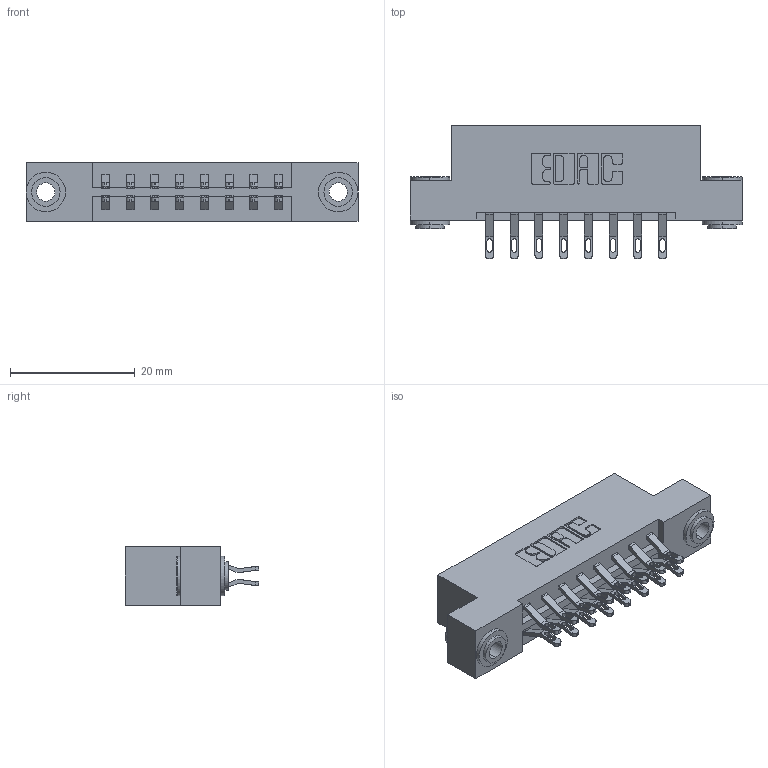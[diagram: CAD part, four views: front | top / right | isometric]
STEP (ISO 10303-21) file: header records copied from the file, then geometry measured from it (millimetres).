
FILE_DESCRIPTION (( 'STEP AP203' ), '1' );
FILE_NAME ('333-016-555-203.STEP', '2018-08-01T12:11:38', ( '' ), ( '' ), 'SwSTEP 2.0', 'SolidWorks 2016', '' );
FILE_SCHEMA (( 'CONFIG_CONTROL_DESIGN' ));
Length unit declared in the file: inch
Products named in the file (4): 333 Part_Flush - .156 Dia - TH; 345-292-001_555 Tail; 345-250-002_345-250-002-102; 333-016-555-203
Assembly tree (19 placements, depth 2):
  333-016-555-203
    333 Part_Flush - .156 Dia - TH
    345-292-001_555 Tail  x16
    345-250-002_345-250-002-102  x2
Bounding box: 53.24 x 21.47 x 9.4 mm (x, y, z)
Volume: 5183.2 mm3; surface area: 6156.9 mm2
Topology: 19 solids, 19 shells, 1080 faces, 3315 edges, 2206 vertices
Faces by surface type: plane 624, cylinder 448, cone 8
Entity records: 10520 total; most frequent: CARTESIAN_POINT 1795, ORIENTED_EDGE 1694, DIRECTION 1597, EDGE_CURVE 847, VECTOR 675, LINE 675, VERTEX_POINT 562, AXIS2_PLACEMENT_3D 461
